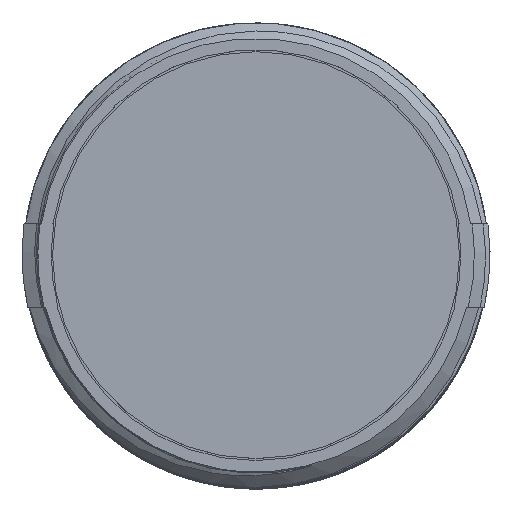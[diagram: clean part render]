
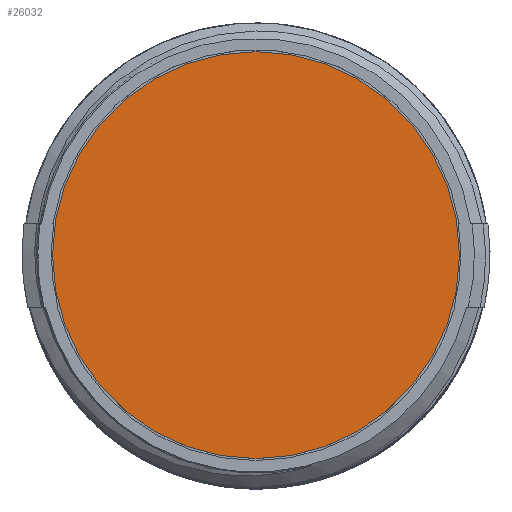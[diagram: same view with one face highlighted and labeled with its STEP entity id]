
A CAD part, top view. The second image highlights one B-rep face of the part: STEP entity #26032.
In plain terms, the highlighted planar face has unit normal (0, 0, 1).
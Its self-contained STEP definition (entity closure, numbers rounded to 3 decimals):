
#7044=CARTESIAN_POINT('',(0.,0.,0.));
#7045=DIRECTION('',(0.,0.,-1.));
#7046=DIRECTION('',(-1.,0.,0.));
#7047=AXIS2_PLACEMENT_3D('',#7044,#7045,#7046);
#7052=CARTESIAN_POINT('',(0.,0.,0.));
#7053=DIRECTION('',(0.,0.,-1.));
#7054=DIRECTION('',(1.,0.,0.));
#7055=AXIS2_PLACEMENT_3D('',#7052,#7053,#7054);
#14533=CARTESIAN_POINT('',(-7.825,0.,0.));
#14534=CARTESIAN_POINT('',(7.825,0.,0.));
#14535=VERTEX_POINT('',#14533);
#14536=VERTEX_POINT('',#14534);
#26023=CARTESIAN_POINT('',(0.,0.,0.));
#26024=DIRECTION('',(0.,0.,-1.));
#26025=DIRECTION('',(-1.,0.,0.));
#26026=AXIS2_PLACEMENT_3D('',#26023,#26024,#26025);
#26027=PLANE('',#26026);
#26028=ORIENTED_EDGE('',*,*,#26003,.T.);
#26029=ORIENTED_EDGE('',*,*,#26017,.T.);
#26030=EDGE_LOOP('',(#26028,#26029));
#26031=FACE_OUTER_BOUND('',#26030,.F.);
#26032=ADVANCED_FACE('',(#26031),#26027,.F.);
#7048=CIRCLE('',#7047,7.825);
#7056=CIRCLE('',#7055,7.825);
#26003=EDGE_CURVE('',#14535,#14536,#7048,.T.);
#26017=EDGE_CURVE('',#14536,#14535,#7056,.T.);
